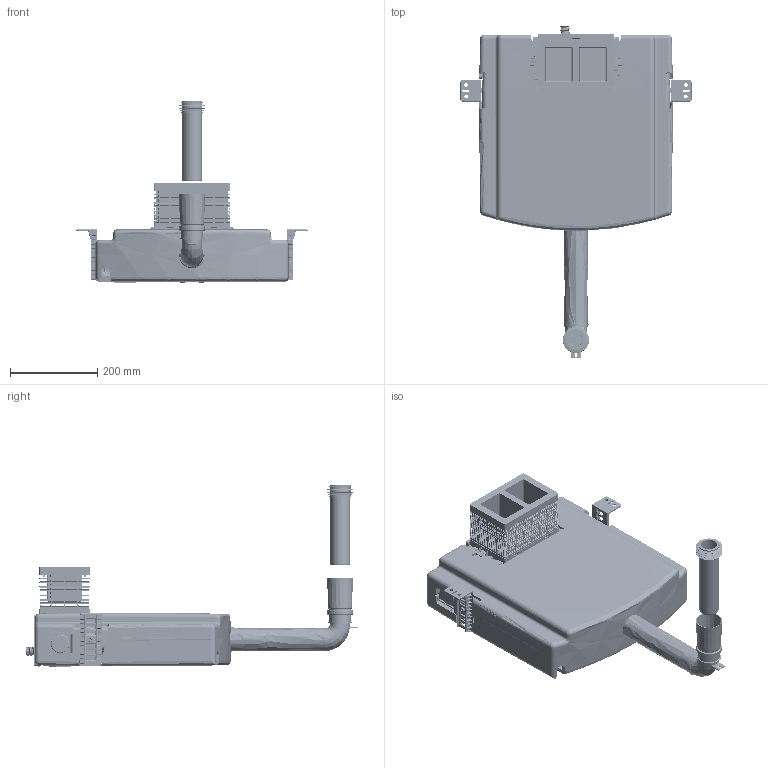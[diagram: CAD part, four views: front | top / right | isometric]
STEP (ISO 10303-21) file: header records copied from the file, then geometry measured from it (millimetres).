
FILE_DESCRIPTION((''),'2;1');
FILE_NAME('95_730_00_0001-SINGLE-UPK_ASM','2019-01-17T',('mberthel'),(''),'PRO/ENGINEER BY PARAMETRIC TECHNOLOGY CORPORATION, 2015030','PRO/ENGINEER BY PARAMETRIC TECHNOLOGY CORPORATION, 2015030','');
FILE_SCHEMA(('CONFIG_CONTROL_DESIGN'));
Length unit declared in the file: millimetre
Products named in the file (1): 95_730_00_0001-SINGLE-UPK_ASM
Bounding box: 528.2 x 759 x 415.68 mm (x, y, z)
Surface area: 2304630.8 mm2 (no closed solid volume)
Topology: 0 solids, 169 shells, 7173 faces, 23810 edges, 16119 vertices
Faces by surface type: plane 3546, cylinder 1892, bspline 591, torus 511, cone 503, sphere 124, extrusion 6
Entity records: 327020 total; most frequent: CARTESIAN_POINT 101413, DIRECTION 38890, ORIENTED_EDGE 37937, EDGE_CURVE 23802, VERTEX_POINT 16118, VECTOR 15090, LINE 15084, AXIS2_PLACEMENT_3D 11900
